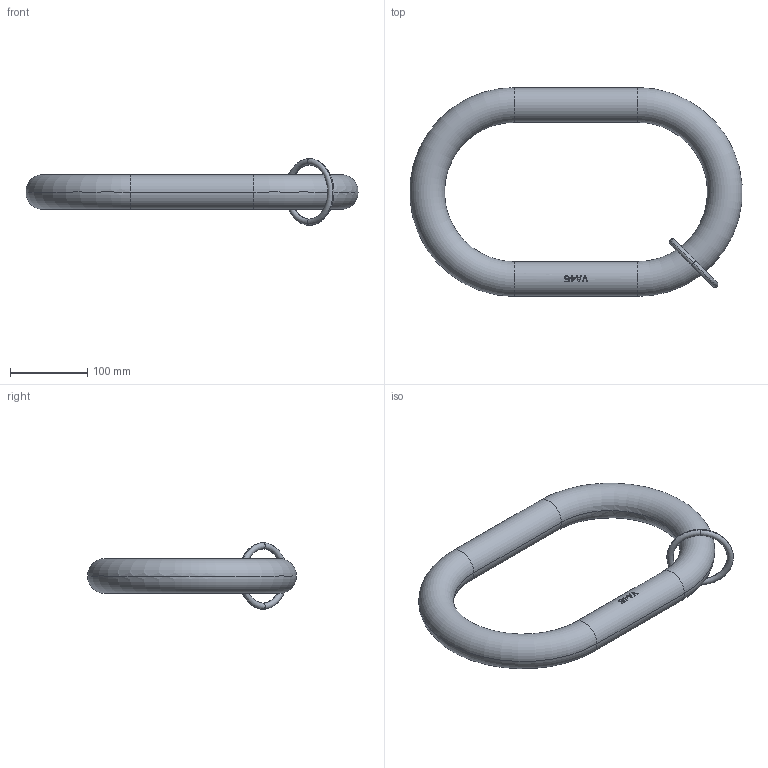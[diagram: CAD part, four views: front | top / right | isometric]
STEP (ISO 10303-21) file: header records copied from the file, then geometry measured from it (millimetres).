
FILE_DESCRIPTION((''),'2;1');
FILE_NAME('3VA45','2005-01-18T',('jakubetz'),(''),'PRO/ENGINEER BY PARAMETRIC TECHNOLOGY CORPORATION, 2001400','PRO/ENGINEER BY PARAMETRIC TECHNOLOGY CORPORATION, 2001400','');
FILE_SCHEMA(('CONFIG_CONTROL_DESIGN'));
Length unit declared in the file: millimetre
Products named in the file (1): 3VA45
Bounding box: 429.35 x 270 x 86 mm (x, y, z)
Volume: 1645438.1 mm3; surface area: 151384.5 mm2
Topology: 2 solids, 2 shells, 85 faces, 225 edges, 146 vertices
Faces by surface type: plane 71, torus 8, cylinder 6
Entity records: 2795 total; most frequent: CARTESIAN_POINT 715, ORIENTED_EDGE 450, DIRECTION 371, EDGE_CURVE 225, VECTOR 155, LINE 155, VERTEX_POINT 146, AXIS2_PLACEMENT_3D 108
